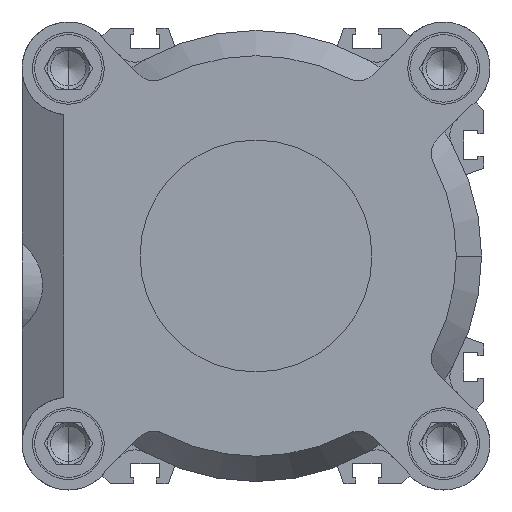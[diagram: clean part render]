
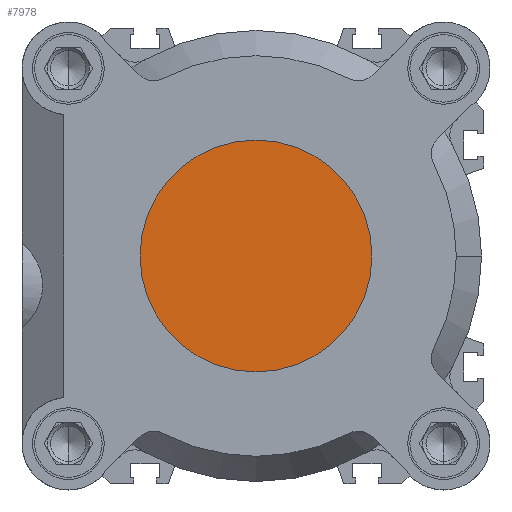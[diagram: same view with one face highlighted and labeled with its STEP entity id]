
A CAD part, left-side view. The second image highlights one B-rep face of the part: STEP entity #7978.
In plain terms, the highlighted face is planar.
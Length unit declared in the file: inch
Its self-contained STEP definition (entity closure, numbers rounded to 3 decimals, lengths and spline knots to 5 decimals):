
#467 = CIRCLE ( 'NONE', #12471, 1.08268 ) ;
#609 = VERTEX_POINT ( 'NONE', #6509 ) ;
#1970 = CARTESIAN_POINT ( 'NONE',  ( 1.73228, 1.08268, 0. ) ) ;
#2056 = AXIS2_PLACEMENT_3D ( 'NONE', #4917, #12721, #6045 ) ;
#2286 = EDGE_CURVE ( 'NONE', #7160, #609, #13390, .T. ) ;
#3741 = AXIS2_PLACEMENT_3D ( 'NONE', #1970, #10858, #4189 ) ;
#3876 = FACE_OUTER_BOUND ( 'NONE', #11952, .T. ) ;
#4189 = DIRECTION ( 'NONE',  ( 0., 0., 1. ) ) ;
#4202 = ORIENTED_EDGE ( 'NONE', *, *, #2286, .F. ) ;
#4917 = CARTESIAN_POINT ( 'NONE',  ( 1.73228, 0., 0. ) ) ;
#5173 = CARTESIAN_POINT ( 'NONE',  ( 1.73228, 0., 0. ) ) ;
#6045 = DIRECTION ( 'NONE',  ( 0., 0., 1. ) ) ;
#6124 = EDGE_CURVE ( 'NONE', #609, #7160, #467, .T. ) ;
#6270 = DIRECTION ( 'NONE',  ( 0., 0., 1. ) ) ;
#6509 = CARTESIAN_POINT ( 'NONE',  ( 1.73228, 0., -1.08268 ) ) ;
#7160 = VERTEX_POINT ( 'NONE', #13836 ) ;
#7483 = PLANE ( 'NONE',  #3741 ) ;
#7978 = ADVANCED_FACE ( 'NONE', ( #3876 ), #7483, .F. ) ;
#10858 = DIRECTION ( 'NONE',  ( -1., 0., 0. ) ) ;
#11147 = ORIENTED_EDGE ( 'NONE', *, *, #6124, .F. ) ;
#11952 = EDGE_LOOP ( 'NONE', ( #4202, #11147 ) ) ;
#12471 = AXIS2_PLACEMENT_3D ( 'NONE', #5173, #12941, #6270 ) ;
#12721 = DIRECTION ( 'NONE',  ( -1., 0., 0. ) ) ;
#12941 = DIRECTION ( 'NONE',  ( -1., 0., 0. ) ) ;
#13390 = CIRCLE ( 'NONE', #2056, 1.08268 ) ;
#13836 = CARTESIAN_POINT ( 'NONE',  ( 1.73228, 0., 1.08268 ) ) ;
